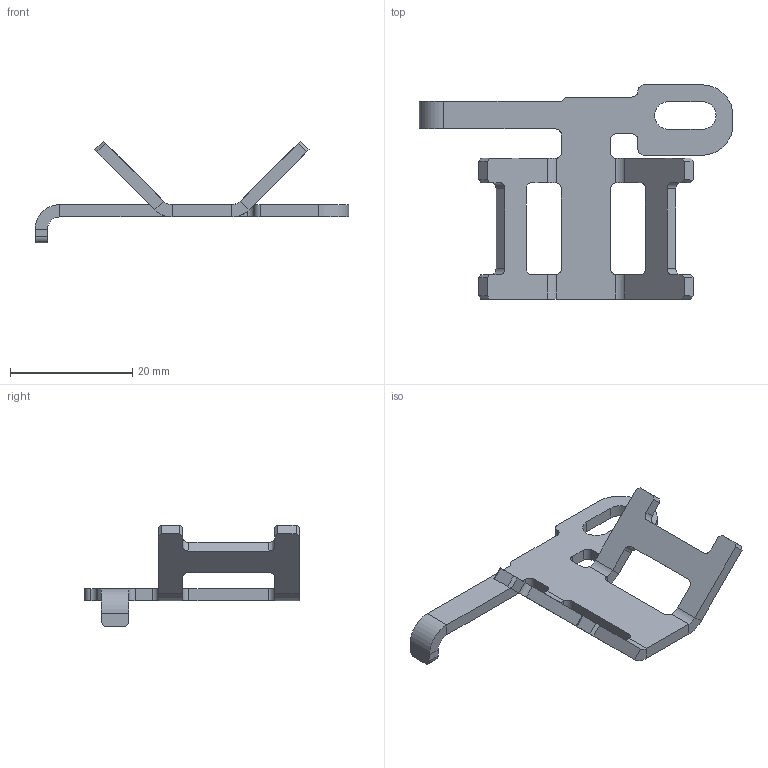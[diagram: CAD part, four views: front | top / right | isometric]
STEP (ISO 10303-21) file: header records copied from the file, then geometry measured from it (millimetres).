
FILE_DESCRIPTION(/* description */ (''),/* implementation_level */ '2;1');
FILE_NAME(/* name */ '0313000027 - Mastbefestigung EXTRA SMALL.stp',/* time_stamp */ '2020-04-23T16:48:36+02:00',/* author */ ('alexander.rose'),/* organization */ (''),/* preprocessor_version */ 'ST-DEVELOPER v17.2',/* originating_system */ 'Autodesk Inventor 2019',/* authorisation */ '');
FILE_SCHEMA (('AUTOMOTIVE_DESIGN { 1 0 10303 214 3 1 1 }'));
Length unit declared in the file: millimetre
Products named in the file (1): 0313000027 - Mastbefestigung EXTRA SMALL
Bounding box: 51.24 x 35 x 16.63 mm (x, y, z)
Volume: 1922 mm3; surface area: 2663.5 mm2
Topology: 1 solids, 1 shells, 107 faces, 293 edges, 184 vertices
Faces by surface type: plane 65, cylinder 42
Entity records: 3418 total; most frequent: CARTESIAN_POINT 621, ORIENTED_EDGE 586, DIRECTION 575, EDGE_CURVE 293, LINE 203, VECTOR 203, AXIS2_PLACEMENT_3D 186, VERTEX_POINT 184
